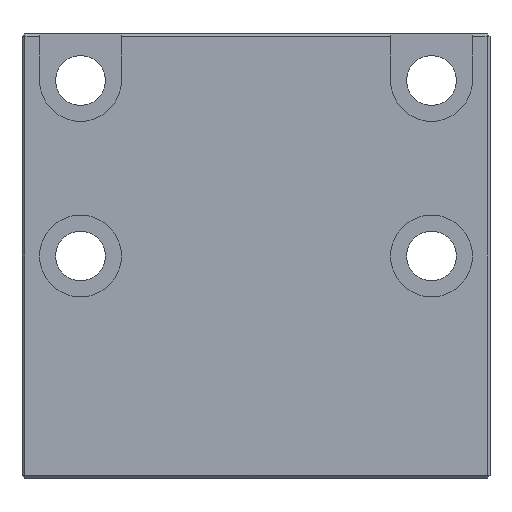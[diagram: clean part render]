
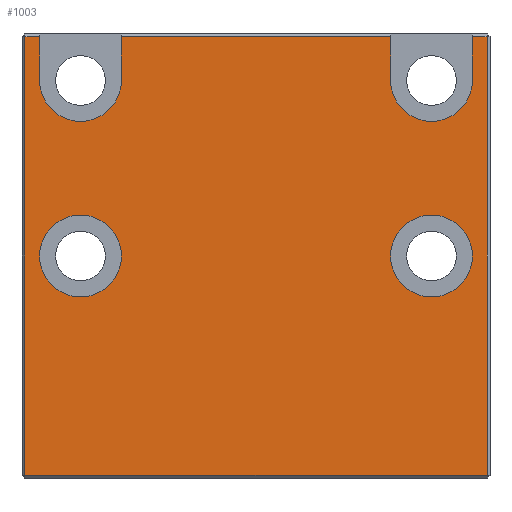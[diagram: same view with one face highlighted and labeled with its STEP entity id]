
A CAD part, front view. The second image highlights one B-rep face of the part: STEP entity #1003.
In plain terms, the highlighted planar face has unit normal (0, -1, 0).
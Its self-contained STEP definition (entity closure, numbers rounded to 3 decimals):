
#25=FACE_BOUND('',#120,.T.);
#26=FACE_BOUND('',#121,.T.);
#35=CIRCLE('',#1079,7.);
#38=CIRCLE('',#1084,7.);
#39=CIRCLE('',#1086,7.);
#40=CIRCLE('',#1087,7.);
#41=CIRCLE('',#1088,7.);
#42=CIRCLE('',#1089,7.);
#61=FACE_OUTER_BOUND('',#119,.T.);
#119=EDGE_LOOP('',(#697,#698,#699,#700,#701,#702,#703,#704,#705,#706,#707,
#708));
#120=EDGE_LOOP('',(#709,#710));
#121=EDGE_LOOP('',(#711,#712));
#176=LINE('',#1431,#300);
#184=LINE('',#1447,#308);
#189=LINE('',#1458,#313);
#191=LINE('',#1464,#315);
#197=LINE('',#1486,#321);
#198=LINE('',#1488,#322);
#199=LINE('',#1490,#323);
#200=LINE('',#1492,#324);
#201=LINE('',#1493,#325);
#202=LINE('',#1494,#326);
#300=VECTOR('',#1152,10.);
#308=VECTOR('',#1162,10.);
#313=VECTOR('',#1169,10.);
#315=VECTOR('',#1173,10.);
#321=VECTOR('',#1201,10.);
#322=VECTOR('',#1202,10.);
#323=VECTOR('',#1203,10.);
#324=VECTOR('',#1204,10.);
#325=VECTOR('',#1205,10.);
#326=VECTOR('',#1206,10.);
#423=VERTEX_POINT('',#1427);
#425=VERTEX_POINT('',#1430);
#429=VERTEX_POINT('',#1439);
#432=VERTEX_POINT('',#1445);
#434=VERTEX_POINT('',#1450);
#437=VERTEX_POINT('',#1456);
#438=VERTEX_POINT('',#1460);
#440=VERTEX_POINT('',#1463);
#445=VERTEX_POINT('',#1485);
#446=VERTEX_POINT('',#1487);
#447=VERTEX_POINT('',#1489);
#448=VERTEX_POINT('',#1491);
#449=VERTEX_POINT('',#1495);
#450=VERTEX_POINT('',#1496);
#451=VERTEX_POINT('',#1499);
#452=VERTEX_POINT('',#1500);
#516=EDGE_CURVE('',#425,#423,#176,.T.);
#524=EDGE_CURVE('',#429,#432,#184,.T.);
#529=EDGE_CURVE('',#434,#437,#189,.T.);
#531=EDGE_CURVE('',#440,#438,#191,.T.);
#538=EDGE_CURVE('',#432,#425,#35,.T.);
#542=EDGE_CURVE('',#437,#440,#38,.T.);
#543=EDGE_CURVE('',#445,#423,#197,.T.);
#544=EDGE_CURVE('',#446,#445,#198,.T.);
#545=EDGE_CURVE('',#447,#446,#199,.T.);
#546=EDGE_CURVE('',#448,#447,#200,.T.);
#547=EDGE_CURVE('',#434,#448,#201,.T.);
#548=EDGE_CURVE('',#429,#438,#202,.T.);
#549=EDGE_CURVE('',#449,#450,#39,.T.);
#550=EDGE_CURVE('',#450,#449,#40,.T.);
#551=EDGE_CURVE('',#451,#452,#41,.T.);
#552=EDGE_CURVE('',#452,#451,#42,.T.);
#697=ORIENTED_EDGE('',*,*,#516,.T.);
#698=ORIENTED_EDGE('',*,*,#543,.F.);
#699=ORIENTED_EDGE('',*,*,#544,.F.);
#700=ORIENTED_EDGE('',*,*,#545,.F.);
#701=ORIENTED_EDGE('',*,*,#546,.F.);
#702=ORIENTED_EDGE('',*,*,#547,.F.);
#703=ORIENTED_EDGE('',*,*,#529,.T.);
#704=ORIENTED_EDGE('',*,*,#542,.T.);
#705=ORIENTED_EDGE('',*,*,#531,.T.);
#706=ORIENTED_EDGE('',*,*,#548,.F.);
#707=ORIENTED_EDGE('',*,*,#524,.T.);
#708=ORIENTED_EDGE('',*,*,#538,.T.);
#709=ORIENTED_EDGE('',*,*,#549,.T.);
#710=ORIENTED_EDGE('',*,*,#550,.T.);
#711=ORIENTED_EDGE('',*,*,#551,.T.);
#712=ORIENTED_EDGE('',*,*,#552,.T.);
#953=PLANE('',#1085);
#1003=ADVANCED_FACE('',(#61,#25,#26),#953,.T.);
#1079=AXIS2_PLACEMENT_3D('',#1476,#1186,#1187);
#1084=AXIS2_PLACEMENT_3D('',#1483,#1197,#1198);
#1085=AXIS2_PLACEMENT_3D('',#1484,#1199,#1200);
#1086=AXIS2_PLACEMENT_3D('',#1497,#1207,#1208);
#1087=AXIS2_PLACEMENT_3D('',#1498,#1209,#1210);
#1088=AXIS2_PLACEMENT_3D('',#1501,#1211,#1212);
#1089=AXIS2_PLACEMENT_3D('',#1502,#1213,#1214);
#1152=DIRECTION('',(0.,0.,1.));
#1162=DIRECTION('',(0.,0.,-1.));
#1169=DIRECTION('',(0.,0.,-1.));
#1173=DIRECTION('',(0.,0.,1.));
#1186=DIRECTION('center_axis',(0.,1.,0.));
#1187=DIRECTION('ref_axis',(1.,0.,0.));
#1197=DIRECTION('center_axis',(0.,1.,0.));
#1198=DIRECTION('ref_axis',(1.,0.,0.));
#1199=DIRECTION('center_axis',(0.,-1.,0.));
#1200=DIRECTION('ref_axis',(0.,0.,-1.));
#1201=DIRECTION('',(1.,0.,0.));
#1202=DIRECTION('',(0.,0.,1.));
#1203=DIRECTION('',(-1.,0.,0.));
#1204=DIRECTION('',(0.,0.,-1.));
#1205=DIRECTION('',(1.,0.,0.));
#1206=DIRECTION('',(1.,0.,0.));
#1207=DIRECTION('center_axis',(0.,1.,0.));
#1208=DIRECTION('ref_axis',(1.,0.,0.));
#1209=DIRECTION('center_axis',(0.,1.,0.));
#1210=DIRECTION('ref_axis',(1.,0.,0.));
#1211=DIRECTION('center_axis',(0.,1.,0.));
#1212=DIRECTION('ref_axis',(1.,0.,0.));
#1213=DIRECTION('center_axis',(0.,1.,0.));
#1214=DIRECTION('ref_axis',(1.,0.,0.));
#1427=CARTESIAN_POINT('',(-37.,-21.5,37.5));
#1430=CARTESIAN_POINT('',(-37.,-21.5,30.));
#1431=CARTESIAN_POINT('',(-37.,-21.5,15.));
#1439=CARTESIAN_POINT('',(-23.,-21.5,37.5));
#1445=CARTESIAN_POINT('',(-23.,-21.5,30.));
#1447=CARTESIAN_POINT('',(-23.,-21.5,19.));
#1450=CARTESIAN_POINT('',(37.,-21.5,37.5));
#1456=CARTESIAN_POINT('',(37.,-21.5,30.));
#1458=CARTESIAN_POINT('',(37.,-21.5,19.));
#1460=CARTESIAN_POINT('',(23.,-21.5,37.5));
#1463=CARTESIAN_POINT('',(23.,-21.5,30.));
#1464=CARTESIAN_POINT('',(23.,-21.5,15.));
#1476=CARTESIAN_POINT('Origin',(-30.,-21.5,30.));
#1483=CARTESIAN_POINT('Origin',(30.,-21.5,30.));
#1484=CARTESIAN_POINT('Origin',(0.,-21.5,0.));
#1485=CARTESIAN_POINT('',(-39.5,-21.5,37.5));
#1486=CARTESIAN_POINT('',(-20.,-21.5,37.5));
#1487=CARTESIAN_POINT('',(-39.5,-21.5,-37.5));
#1488=CARTESIAN_POINT('',(-39.5,-21.5,-19.));
#1489=CARTESIAN_POINT('',(39.5,-21.5,-37.5));
#1490=CARTESIAN_POINT('',(20.,-21.5,-37.5));
#1491=CARTESIAN_POINT('',(39.5,-21.5,37.5));
#1492=CARTESIAN_POINT('',(39.5,-21.5,19.));
#1493=CARTESIAN_POINT('',(-20.,-21.5,37.5));
#1494=CARTESIAN_POINT('',(-20.,-21.5,37.5));
#1495=CARTESIAN_POINT('',(37.,-21.5,0.));
#1496=CARTESIAN_POINT('',(23.,-21.5,0.));
#1497=CARTESIAN_POINT('Origin',(30.,-21.5,0.));
#1498=CARTESIAN_POINT('Origin',(30.,-21.5,0.));
#1499=CARTESIAN_POINT('',(-23.,-21.5,0.));
#1500=CARTESIAN_POINT('',(-37.,-21.5,0.));
#1501=CARTESIAN_POINT('Origin',(-30.,-21.5,0.));
#1502=CARTESIAN_POINT('Origin',(-30.,-21.5,0.));
